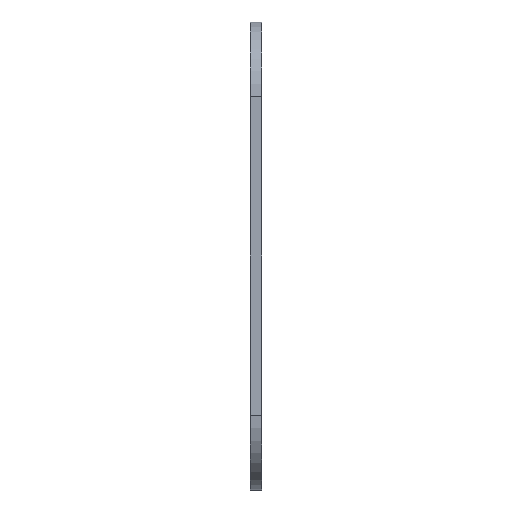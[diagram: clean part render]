
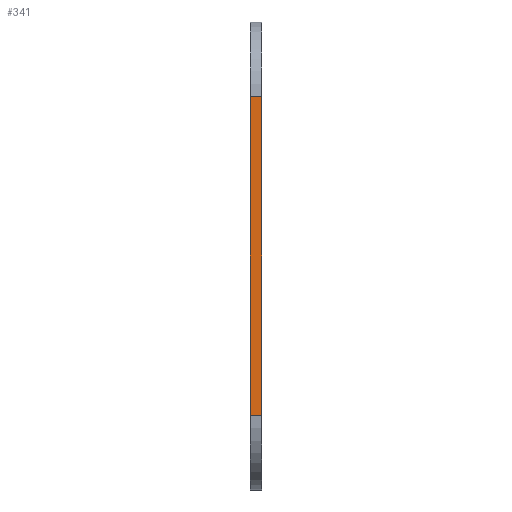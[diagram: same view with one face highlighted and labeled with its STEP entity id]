
A CAD part, left-side view. The second image highlights one B-rep face of the part: STEP entity #341.
In plain terms, the highlighted planar face has unit normal (-1, 0, 0).
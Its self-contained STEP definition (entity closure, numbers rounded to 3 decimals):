
#1 = LINE ( 'NONE', #522, #632 ) ;
#14 = CARTESIAN_POINT ( 'NONE',  ( -125., 6., 85. ) ) ;
#19 = DIRECTION ( 'NONE',  ( 1., 0., 0. ) ) ;
#73 = DIRECTION ( 'NONE',  ( 0., 1., 0. ) ) ;
#86 = LINE ( 'NONE', #146, #698 ) ;
#91 = CARTESIAN_POINT ( 'NONE',  ( -125., 0., 85. ) ) ;
#125 = LINE ( 'NONE', #412, #600 ) ;
#126 = EDGE_CURVE ( 'NONE', #540, #220, #1, .T. ) ;
#140 = ORIENTED_EDGE ( 'NONE', *, *, #627, .F. ) ;
#146 = CARTESIAN_POINT ( 'NONE',  ( -125., 6., 125. ) ) ;
#168 = ORIENTED_EDGE ( 'NONE', *, *, #126, .T. ) ;
#220 = VERTEX_POINT ( 'NONE', #14 ) ;
#303 = DIRECTION ( 'NONE',  ( 0., 0., -1. ) ) ;
#314 = VERTEX_POINT ( 'NONE', #812 ) ;
#341 = ADVANCED_FACE ( 'NONE', ( #581 ), #343, .F. ) ;
#343 = PLANE ( 'NONE',  #506 ) ;
#377 = VERTEX_POINT ( 'NONE', #875 ) ;
#412 = CARTESIAN_POINT ( 'NONE',  ( -125., 6., -85. ) ) ;
#433 = EDGE_CURVE ( 'NONE', #314, #377, #125, .T. ) ;
#438 = DIRECTION ( 'NONE',  ( 0., 0., 1. ) ) ;
#491 = CARTESIAN_POINT ( 'NONE',  ( -125., 0., 125. ) ) ;
#493 = DIRECTION ( 'NONE',  ( 0., -1., 0. ) ) ;
#506 = AXIS2_PLACEMENT_3D ( 'NONE', #879, #19, #303 ) ;
#522 = CARTESIAN_POINT ( 'NONE',  ( -125., 6., 85. ) ) ;
#540 = VERTEX_POINT ( 'NONE', #91 ) ;
#557 = VECTOR ( 'NONE', #792, 1000. ) ;
#581 = FACE_OUTER_BOUND ( 'NONE', #672, .T. ) ;
#600 = VECTOR ( 'NONE', #493, 1000. ) ;
#627 = EDGE_CURVE ( 'NONE', #314, #220, #86, .T. ) ;
#632 = VECTOR ( 'NONE', #73, 1000. ) ;
#672 = EDGE_LOOP ( 'NONE', ( #140, #769, #739, #168 ) ) ;
#698 = VECTOR ( 'NONE', #438, 1000. ) ;
#739 = ORIENTED_EDGE ( 'NONE', *, *, #910, .T. ) ;
#769 = ORIENTED_EDGE ( 'NONE', *, *, #433, .T. ) ;
#792 = DIRECTION ( 'NONE',  ( 0., 0., 1. ) ) ;
#812 = CARTESIAN_POINT ( 'NONE',  ( -125., 6., -85. ) ) ;
#863 = LINE ( 'NONE', #491, #557 ) ;
#875 = CARTESIAN_POINT ( 'NONE',  ( -125., 0., -85. ) ) ;
#879 = CARTESIAN_POINT ( 'NONE',  ( -125., 6., 125. ) ) ;
#910 = EDGE_CURVE ( 'NONE', #377, #540, #863, .T. ) ;
